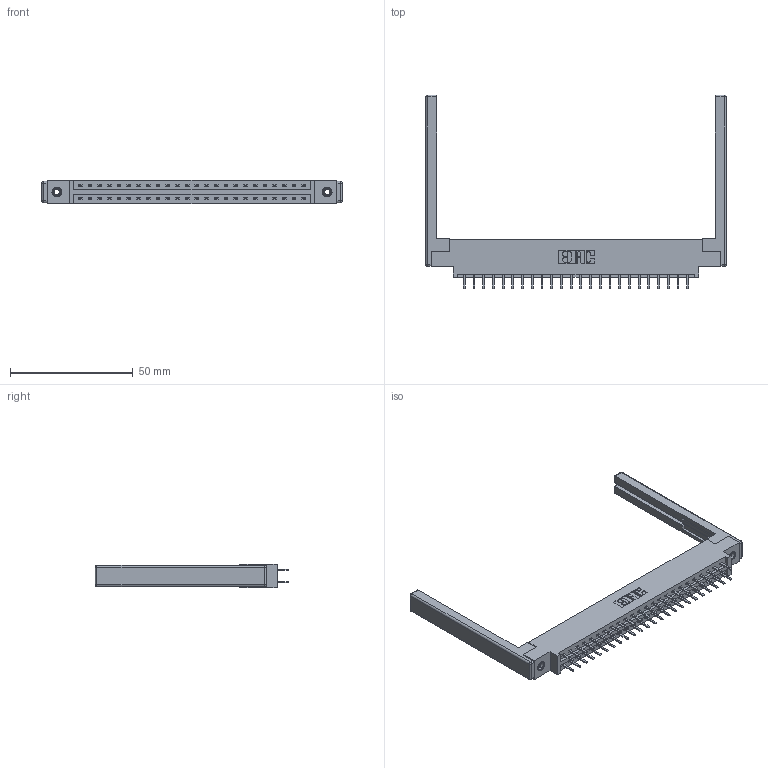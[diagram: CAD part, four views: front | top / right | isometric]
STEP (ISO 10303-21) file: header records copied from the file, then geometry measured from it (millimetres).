
FILE_DESCRIPTION (( 'STEP AP203' ), '1' );
FILE_NAME ('387-048-520-868.STEP', '2019-10-18T09:03:37', ( '' ), ( '' ), 'SwSTEP 2.0', 'SolidWorks 2016', '' );
FILE_SCHEMA (( 'CONFIG_CONTROL_DESIGN' ));
Length unit declared in the file: inch
Products named in the file (5): 337 Part_0.170 Offset - 0.156 Dia-TI; 307-220-068; 387-048-520-868; 345-250-001_345-250-001-102; 345-292-001_345-293-120
Assembly tree (53 placements, depth 2):
  387-048-520-868
    337 Part_0.170 Offset - 0.156 Dia-TI
    345-292-001_345-293-120  x48
    345-250-001_345-250-001-102  x2
    307-220-068  x2
Bounding box: 122.53 x 79.08 x 9.4 mm (x, y, z)
Volume: 16919.7 mm3; surface area: 18077.9 mm2
Topology: 53 solids, 53 shells, 3056 faces, 8825 edges, 5734 vertices
Faces by surface type: plane 2082, cylinder 950, cone 12, sphere 8, torus 4
Entity records: 23942 total; most frequent: CARTESIAN_POINT 4027, ORIENTED_EDGE 3940, DIRECTION 3516, EDGE_CURVE 1970, LINE 1788, VECTOR 1788, VERTEX_POINT 1302, AXIS2_PLACEMENT_3D 864
